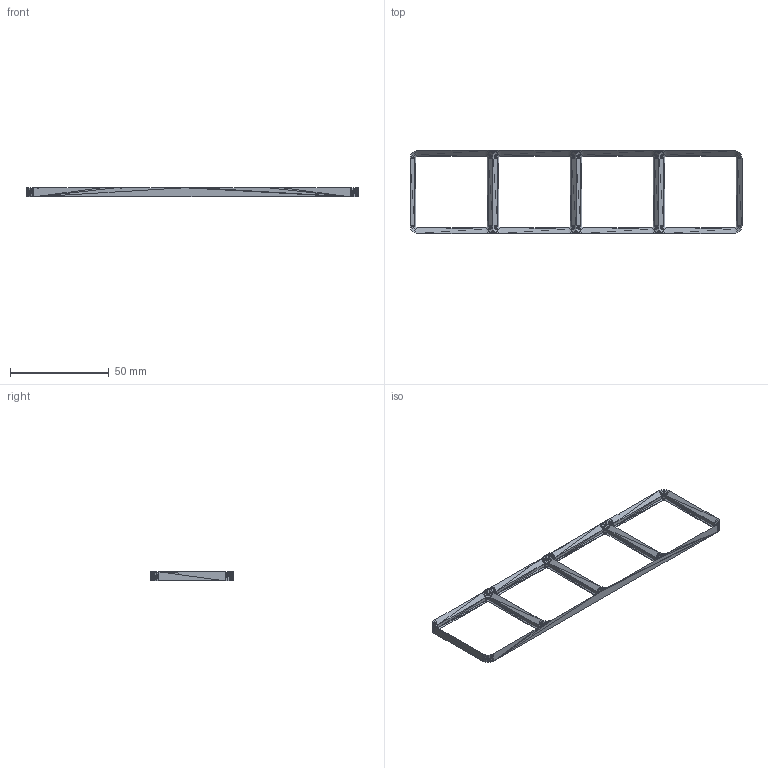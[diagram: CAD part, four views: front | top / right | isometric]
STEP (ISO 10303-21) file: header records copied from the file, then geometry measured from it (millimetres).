
FILE_DESCRIPTION(('HOOPS Exchange Step'),'2;1');
FILE_NAME('Frame 1x4.step','2023-04-24T22:31:09+00:00',('root'),('Unknown organisation'),'HOOPS Exchange 2022.1','HOOPS Exchange','Unknown authorisation');
FILE_SCHEMA( ('AP203_CONFIGURATION_CONTROLLED_3D_DESIGN_OF_MECHANICAL_PARTS_AND_ASSEMBLIES_MIM_LF') );
Length unit declared in the file: millimetre
Products named in the file (1): 0
Bounding box: 168 x 42 x 5 mm (x, y, z)
Volume: 5107.8 mm3; surface area: 7267.5 mm2
Topology: 1 solids, 1 shells, 992 faces, 1488 edges, 490 vertices
Faces by surface type: plane 992
Entity records: 8449 total; most frequent: DIRECTION 1986, CARTESIAN_POINT 1483, AXIS2_PLACEMENT_3D 993, PLANE 992, POLY_LOOP 992, FACE_OUTER_BOUND 992, FACE_SURFACE 992, PLANE_ANGLE_MEASURE_WITH_UNIT 1
